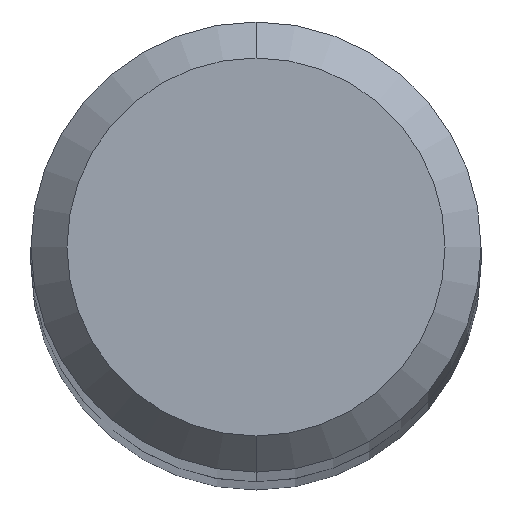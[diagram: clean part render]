
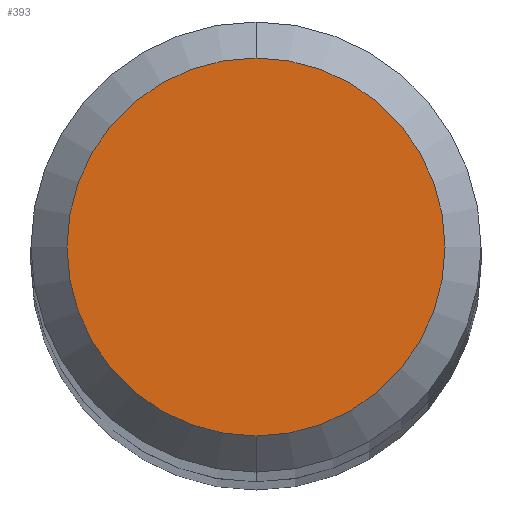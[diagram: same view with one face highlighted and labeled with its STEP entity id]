
A CAD part, top view. The second image highlights one B-rep face of the part: STEP entity #393.
In plain terms, the highlighted planar face has unit normal (0, 0, 1).
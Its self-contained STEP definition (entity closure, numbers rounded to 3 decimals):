
#225=EDGE_CURVE('',#387,#311,#506,.T.);
#251=EDGE_CURVE('',#311,#387,#535,.T.);
#311=VERTEX_POINT('',#601);
#387=VERTEX_POINT('',#685);
#393=ADVANCED_FACE('',(#691),#692,.T.);
#506=CIRCLE('',#857,2.1);
#535=CIRCLE('',#973,2.1);
#601=CARTESIAN_POINT('',(0.0,2.1,0.0));
#685=CARTESIAN_POINT('',(0.,-2.1,0.0));
#691=FACE_OUTER_BOUND('',#1282,.T.);
#692=PLANE('',#1283);
#857=AXIS2_PLACEMENT_3D('',#1384,#1385,#1386);
#973=AXIS2_PLACEMENT_3D('',#1416,#1417,#1418);
#1282=EDGE_LOOP('',(#1599,#1600));
#1283=AXIS2_PLACEMENT_3D('',#1601,#1602,#1603);
#1384=CARTESIAN_POINT('',(0.0,0.0,0.0));
#1385=DIRECTION('',(0.0,0.0,-1.0));
#1386=DIRECTION('',(0.0,1.0,0.0));
#1416=CARTESIAN_POINT('',(0.0,0.0,0.0));
#1417=DIRECTION('',(0.0,0.0,-1.0));
#1418=DIRECTION('',(0.0,1.0,0.0));
#1599=ORIENTED_EDGE('',*,*,#251,.F.);
#1600=ORIENTED_EDGE('',*,*,#225,.F.);
#1601=CARTESIAN_POINT('',(0.0,1.05,0.0));
#1602=DIRECTION('',(-0.0,0.0,1.0));
#1603=DIRECTION('',(0.0,-1.0,0.0));
